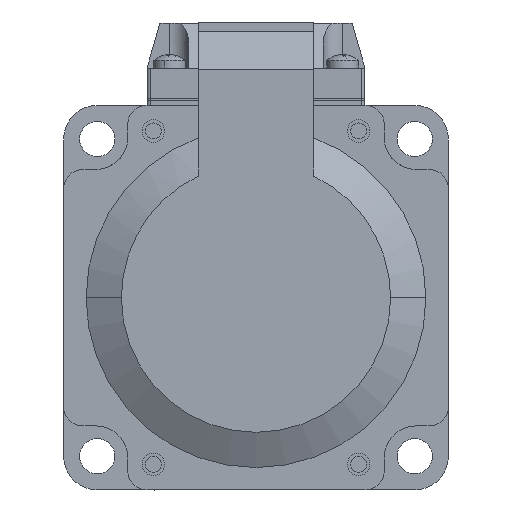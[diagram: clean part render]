
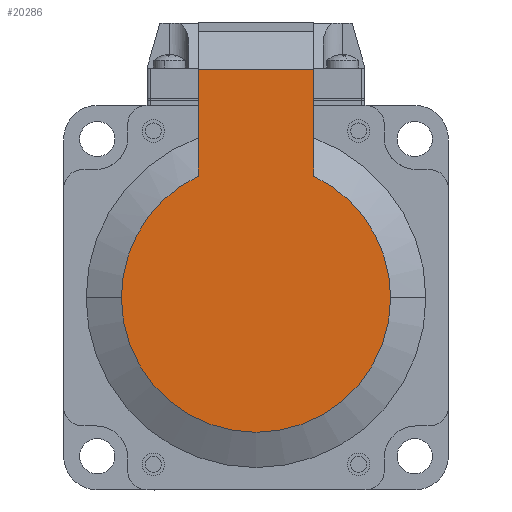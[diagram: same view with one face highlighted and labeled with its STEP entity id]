
A CAD part, left-side view. The second image highlights one B-rep face of the part: STEP entity #20286.
In plain terms, the highlighted planar face has unit normal (-1, 0, 0).
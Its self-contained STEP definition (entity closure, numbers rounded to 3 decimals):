
#203 = CARTESIAN_POINT ( 'NONE',  ( -58., -9., 18.974 ) ) ;
#700 = EDGE_CURVE ( 'NONE', #10681, #9893, #22328, .T. ) ;
#1169 = ORIENTED_EDGE ( 'NONE', *, *, #5676, .F. ) ;
#1247 = CARTESIAN_POINT ( 'NONE',  ( -58., 9., 18.974 ) ) ;
#2715 = FACE_OUTER_BOUND ( 'NONE', #9949, .T. ) ;
#2996 = LINE ( 'NONE', #16892, #21129 ) ;
#3028 = CARTESIAN_POINT ( 'NONE',  ( -58., 21., 0. ) ) ;
#3079 = CARTESIAN_POINT ( 'NONE',  ( -58., 0., 0. ) ) ;
#3386 = CIRCLE ( 'NONE', #19637, 21. ) ;
#4933 = CARTESIAN_POINT ( 'NONE',  ( -58., -21., 0. ) ) ;
#4972 = EDGE_CURVE ( 'NONE', #16184, #20764, #2996, .T. ) ;
#5657 = ORIENTED_EDGE ( 'NONE', *, *, #4972, .F. ) ;
#5676 = EDGE_CURVE ( 'NONE', #20764, #9893, #14893, .T. ) ;
#5725 = AXIS2_PLACEMENT_3D ( 'NONE', #13482, #8309, #15400 ) ;
#6082 = CARTESIAN_POINT ( 'NONE',  ( -58., 0., 0. ) ) ;
#6126 = CARTESIAN_POINT ( 'NONE',  ( -58., -9., 35.583 ) ) ;
#6175 = CARTESIAN_POINT ( 'NONE',  ( -58., 9., 35.583 ) ) ;
#6389 = DIRECTION ( 'NONE',  ( 0., 0., 1. ) ) ;
#6464 = CARTESIAN_POINT ( 'NONE',  ( -58., -9., 35.583 ) ) ;
#7773 = CIRCLE ( 'NONE', #11609, 21. ) ;
#8309 = DIRECTION ( 'NONE',  ( -1., 0., 0. ) ) ;
#8919 = DIRECTION ( 'NONE',  ( 0., -1., 0. ) ) ;
#9261 = AXIS2_PLACEMENT_3D ( 'NONE', #6082, #10498, #22819 ) ;
#9616 = EDGE_CURVE ( 'NONE', #20297, #9945, #7773, .T. ) ;
#9893 = VERTEX_POINT ( 'NONE', #6126 ) ;
#9945 = VERTEX_POINT ( 'NONE', #4933 ) ;
#9949 = EDGE_LOOP ( 'NONE', ( #5657, #19094, #21511, #11306, #20088, #1169 ) ) ;
#10329 = DIRECTION ( 'NONE',  ( 0., 1., 0. ) ) ;
#10498 = DIRECTION ( 'NONE',  ( -1., 0., 0. ) ) ;
#10623 = DIRECTION ( 'NONE',  ( 0., 1., 0. ) ) ;
#10681 = VERTEX_POINT ( 'NONE', #203 ) ;
#11306 = ORIENTED_EDGE ( 'NONE', *, *, #18741, .T. ) ;
#11568 = DIRECTION ( 'NONE',  ( -1., 0., 0. ) ) ;
#11609 = AXIS2_PLACEMENT_3D ( 'NONE', #19636, #15812, #10623 ) ;
#12661 = CIRCLE ( 'NONE', #9261, 21. ) ;
#13257 = PLANE ( 'NONE',  #5725 ) ;
#13482 = CARTESIAN_POINT ( 'NONE',  ( -58., 21., 0. ) ) ;
#14893 = LINE ( 'NONE', #18013, #19549 ) ;
#15400 = DIRECTION ( 'NONE',  ( 0., 1., 0. ) ) ;
#15812 = DIRECTION ( 'NONE',  ( -1., 0., 0. ) ) ;
#16184 = VERTEX_POINT ( 'NONE', #1247 ) ;
#16892 = CARTESIAN_POINT ( 'NONE',  ( -58., 9., 35.583 ) ) ;
#18013 = CARTESIAN_POINT ( 'NONE',  ( -58., 9., 35.583 ) ) ;
#18741 = EDGE_CURVE ( 'NONE', #9945, #10681, #3386, .T. ) ;
#19094 = ORIENTED_EDGE ( 'NONE', *, *, #21426, .T. ) ;
#19549 = VECTOR ( 'NONE', #8919, 1000. ) ;
#19636 = CARTESIAN_POINT ( 'NONE',  ( -58., 0., 0. ) ) ;
#19637 = AXIS2_PLACEMENT_3D ( 'NONE', #3079, #11568, #10329 ) ;
#20088 = ORIENTED_EDGE ( 'NONE', *, *, #700, .T. ) ;
#20286 = ADVANCED_FACE ( 'NONE', ( #2715 ), #13257, .T. ) ;
#20297 = VERTEX_POINT ( 'NONE', #3028 ) ;
#20433 = DIRECTION ( 'NONE',  ( 0., 0., 1. ) ) ;
#20764 = VERTEX_POINT ( 'NONE', #6175 ) ;
#21129 = VECTOR ( 'NONE', #6389, 1000. ) ;
#21426 = EDGE_CURVE ( 'NONE', #16184, #20297, #12661, .T. ) ;
#21511 = ORIENTED_EDGE ( 'NONE', *, *, #9616, .T. ) ;
#22328 = LINE ( 'NONE', #6464, #22614 ) ;
#22614 = VECTOR ( 'NONE', #20433, 1000. ) ;
#22819 = DIRECTION ( 'NONE',  ( 0., 1., 0. ) ) ;
